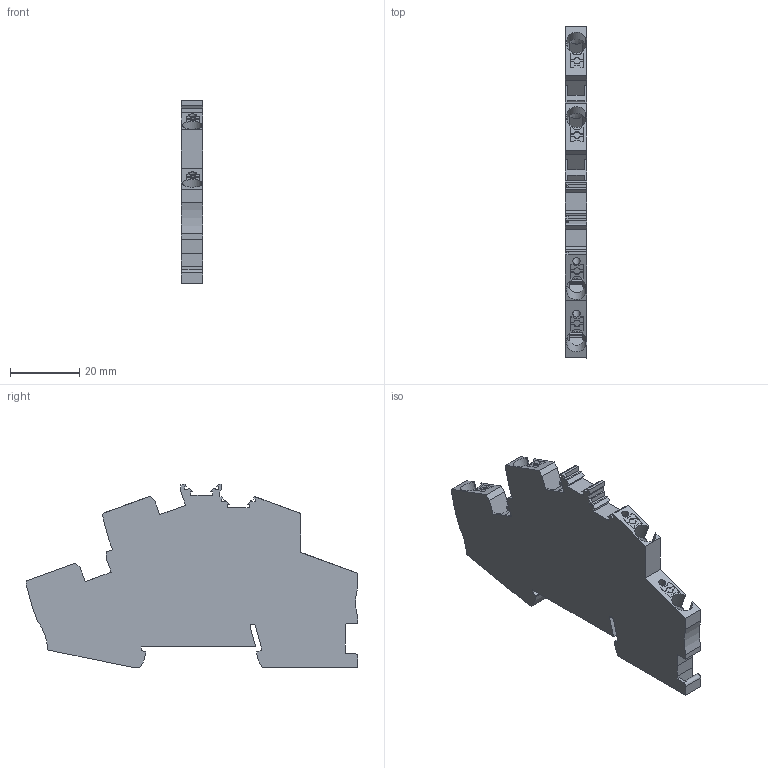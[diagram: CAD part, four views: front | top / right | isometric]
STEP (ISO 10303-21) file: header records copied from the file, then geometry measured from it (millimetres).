
FILE_DESCRIPTION(('Creo Elements/Direct Modeling STEP Export'),'2;1');
FILE_NAME('model.stp','2021-04-07T 0:45:16',(''),(''),'Creo Elements/Direct Modeling STEP processor for AP214 (Solid Model)','Creo Elements/Direct Modeling 20.1D 10-Oct-2020 (C) Parametric Technology GmbH','');
FILE_SCHEMA(('AUTOMOTIVE_DESIGN { 1 0 10303 214 1 1 1 1 }'));
Length unit declared in the file: millimetre
Products named in the file (2): PTTBS_4-select
Assembly tree (1 placements, depth 2):
  PTTBS_4-select
    PTTBS_4-select
Bounding box: 6.15 x 96 x 53 mm (x, y, z)
Volume: 18707.1 mm3; surface area: 10838.1 mm2
Topology: 1 solids, 1 shells, 297 faces, 853 edges, 564 vertices
Faces by surface type: plane 251, cylinder 34, torus 8, cone 4
Entity records: 14576 total; most frequent: CARTESIAN_POINT 4366, ORIENTED_EDGE 1706, DIRECTION 1483, EDGE_CURVE 853, VECTOR 699, LINE 699, VERTEX_POINT 564, AXIS2_PLACEMENT_3D 392
